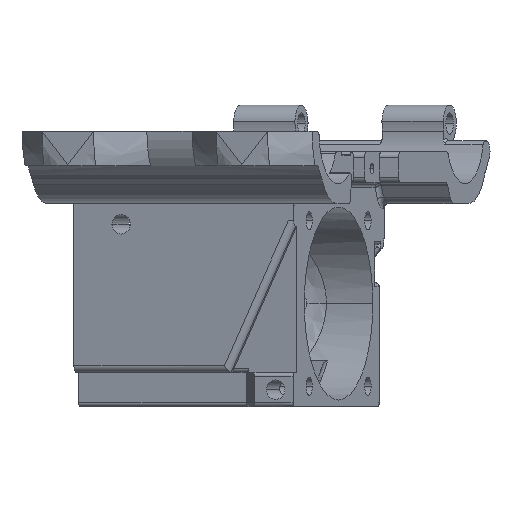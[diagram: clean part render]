
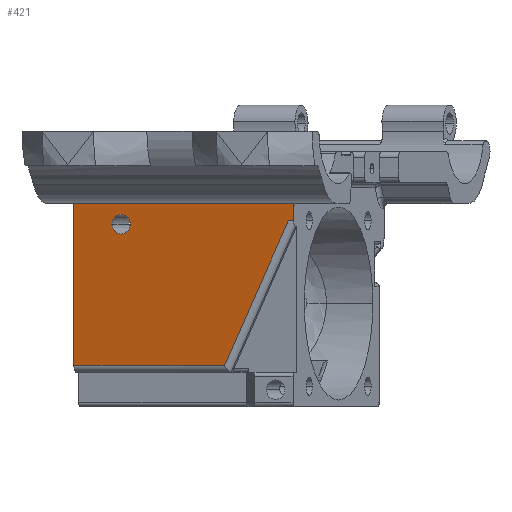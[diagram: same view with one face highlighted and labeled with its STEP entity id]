
A CAD part, left-side view. The second image highlights one B-rep face of the part: STEP entity #421.
In plain terms, the highlighted planar face has unit normal (-0.935, 0.355, 0).
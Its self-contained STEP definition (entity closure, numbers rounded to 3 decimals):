
#205 = DIRECTION ( 'NONE',  ( -0.152, -0.399, 0.904 ) ) ;
#261 = CARTESIAN_POINT ( 'NONE',  ( -63.073, 52.296, -14.225 ) ) ;
#293 = ORIENTED_EDGE ( 'NONE', *, *, #4628, .T. ) ;
#309 = CARTESIAN_POINT ( 'NONE',  ( -63.073, 52.296, 14.726 ) ) ;
#415 = CARTESIAN_POINT ( 'NONE',  ( -63.143, 52.112, 15.275 ) ) ;
#421 = ADVANCED_FACE ( 'NONE', ( #6475, #5825 ), #4355, .F. ) ;
#536 = EDGE_CURVE ( 'NONE', #7447, #1724, #1011, .T. ) ;
#643 = DIRECTION ( 'NONE',  ( -0.935, 0.355, 0. ) ) ;
#853 = CIRCLE ( 'NONE', #2773, 1.425 ) ;
#1011 = CIRCLE ( 'NONE', #7928, 1.425 ) ;
#1169 = CARTESIAN_POINT ( 'NONE',  ( -63.098, 52.23, 15.12 ) ) ;
#1286 = ORIENTED_EDGE ( 'NONE', *, *, #3794, .T. ) ;
#1370 = CARTESIAN_POINT ( 'NONE',  ( -53.094, 78.572, 12.275 ) ) ;
#1466 = VECTOR ( 'NONE', #205, 1000. ) ;
#1476 = B_SPLINE_CURVE_WITH_KNOTS ( 'NONE', 3,
 ( #5101, #5061, #1169, #415 ),
 .UNSPECIFIED., .F., .F.,
 ( 4, 4 ),
 ( 0., 0.001 ),
 .UNSPECIFIED. ) ;
#1559 = ORIENTED_EDGE ( 'NONE', *, *, #1704, .F. ) ;
#1629 = CARTESIAN_POINT ( 'NONE',  ( -51.002, 84.082, -8.225 ) ) ;
#1674 = DIRECTION ( 'NONE',  ( 0.935, -0.355, 0. ) ) ;
#1704 = EDGE_CURVE ( 'NONE', #7276, #2165, #4051, .T. ) ;
#1724 = VERTEX_POINT ( 'NONE', #1370 ) ;
#1965 = DIRECTION ( 'NONE',  ( 0., 0., -1. ) ) ;
#1984 = CARTESIAN_POINT ( 'NONE',  ( -75.91, 18.491, 12.775 ) ) ;
#2165 = VERTEX_POINT ( 'NONE', #8080 ) ;
#2384 = VECTOR ( 'NONE', #3407, 1000. ) ;
#2489 = VERTEX_POINT ( 'NONE', #3229 ) ;
#2576 = DIRECTION ( 'NONE',  ( -0.355, -0.935, 0. ) ) ;
#2727 = VERTEX_POINT ( 'NONE', #309 ) ;
#2773 = AXIS2_PLACEMENT_3D ( 'NONE', #6905, #7606, #8359 ) ;
#3188 = CARTESIAN_POINT ( 'NONE',  ( -54.106, 75.908, 12.275 ) ) ;
#3229 = CARTESIAN_POINT ( 'NONE',  ( -63.143, 52.112, 15.275 ) ) ;
#3370 = VECTOR ( 'NONE', #5072, 1000. ) ;
#3407 = DIRECTION ( 'NONE',  ( 0.355, 0.935, 0. ) ) ;
#3459 = CARTESIAN_POINT ( 'NONE',  ( -75.91, 18.491, 15.275 ) ) ;
#3468 = EDGE_CURVE ( 'NONE', #1724, #7447, #853, .T. ) ;
#3619 = AXIS2_PLACEMENT_3D ( 'NONE', #6344, #1674, #5746 ) ;
#3751 = ORIENTED_EDGE ( 'NONE', *, *, #5821, .F. ) ;
#3793 = VECTOR ( 'NONE', #6790, 1000. ) ;
#3794 = EDGE_CURVE ( 'NONE', #4998, #7464, #4226, .T. ) ;
#4051 = LINE ( 'NONE', #1984, #2384 ) ;
#4226 = LINE ( 'NONE', #5488, #8464 ) ;
#4355 = PLANE ( 'NONE',  #3619 ) ;
#4478 = EDGE_LOOP ( 'NONE', ( #4796, #5457 ) ) ;
#4558 = LINE ( 'NONE', #5250, #6283 ) ;
#4628 = EDGE_CURVE ( 'NONE', #2727, #2489, #1476, .T. ) ;
#4767 = LINE ( 'NONE', #3459, #3793 ) ;
#4796 = ORIENTED_EDGE ( 'NONE', *, *, #536, .F. ) ;
#4985 = ORIENTED_EDGE ( 'NONE', *, *, #6622, .T. ) ;
#4998 = VERTEX_POINT ( 'NONE', #1629 ) ;
#5061 = CARTESIAN_POINT ( 'NONE',  ( -63.073, 52.296, 14.926 ) ) ;
#5072 = DIRECTION ( 'NONE',  ( 0., 0., -1. ) ) ;
#5101 = CARTESIAN_POINT ( 'NONE',  ( -63.073, 52.296, 14.726 ) ) ;
#5250 = CARTESIAN_POINT ( 'NONE',  ( -51.002, 84.082, 16.775 ) ) ;
#5353 = VERTEX_POINT ( 'NONE', #7423 ) ;
#5457 = ORIENTED_EDGE ( 'NONE', *, *, #3468, .F. ) ;
#5488 = CARTESIAN_POINT ( 'NONE',  ( -72.48, 27.524, -8.225 ) ) ;
#5746 = DIRECTION ( 'NONE',  ( 0.355, 0.935, 0. ) ) ;
#5821 = EDGE_CURVE ( 'NONE', #2727, #7276, #7618, .T. ) ;
#5825 = FACE_OUTER_BOUND ( 'NONE', #8472, .T. ) ;
#5837 = CARTESIAN_POINT ( 'NONE',  ( -59.298, 62.237, -8.225 ) ) ;
#6054 = CARTESIAN_POINT ( 'NONE',  ( -60.877, 58.079, 1.2 ) ) ;
#6283 = VECTOR ( 'NONE', #1965, 1000. ) ;
#6344 = CARTESIAN_POINT ( 'NONE',  ( -72.48, 27.524, -14.225 ) ) ;
#6475 = FACE_BOUND ( 'NONE', #4478, .T. ) ;
#6538 = ORIENTED_EDGE ( 'NONE', *, *, #7199, .T. ) ;
#6622 = EDGE_CURVE ( 'NONE', #5353, #4998, #4558, .T. ) ;
#6790 = DIRECTION ( 'NONE',  ( 0.355, 0.935, 0. ) ) ;
#6905 = CARTESIAN_POINT ( 'NONE',  ( -53.6, 77.24, 12.275 ) ) ;
#7199 = EDGE_CURVE ( 'NONE', #2489, #5353, #4767, .T. ) ;
#7276 = VERTEX_POINT ( 'NONE', #7700 ) ;
#7423 = CARTESIAN_POINT ( 'NONE',  ( -51.002, 84.082, 15.275 ) ) ;
#7434 = LINE ( 'NONE', #6054, #1466 ) ;
#7447 = VERTEX_POINT ( 'NONE', #3188 ) ;
#7464 = VERTEX_POINT ( 'NONE', #5837 ) ;
#7539 = EDGE_CURVE ( 'NONE', #7464, #2165, #7434, .T. ) ;
#7606 = DIRECTION ( 'NONE',  ( -0.935, 0.355, 0. ) ) ;
#7618 = LINE ( 'NONE', #261, #3370 ) ;
#7670 = ORIENTED_EDGE ( 'NONE', *, *, #7539, .T. ) ;
#7700 = CARTESIAN_POINT ( 'NONE',  ( -63.073, 52.296, 12.775 ) ) ;
#7928 = AXIS2_PLACEMENT_3D ( 'NONE', #7998, #643, #2576 ) ;
#7998 = CARTESIAN_POINT ( 'NONE',  ( -53.6, 77.24, 12.275 ) ) ;
#8080 = CARTESIAN_POINT ( 'NONE',  ( -62.816, 52.972, 12.775 ) ) ;
#8131 = DIRECTION ( 'NONE',  ( -0.355, -0.935, 0. ) ) ;
#8359 = DIRECTION ( 'NONE',  ( -0.355, -0.935, 0. ) ) ;
#8464 = VECTOR ( 'NONE', #8131, 1000. ) ;
#8472 = EDGE_LOOP ( 'NONE', ( #3751, #293, #6538, #4985, #1286, #7670, #1559 ) ) ;
